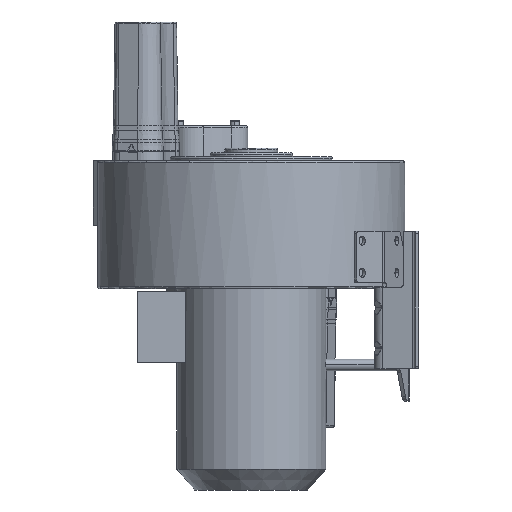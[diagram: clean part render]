
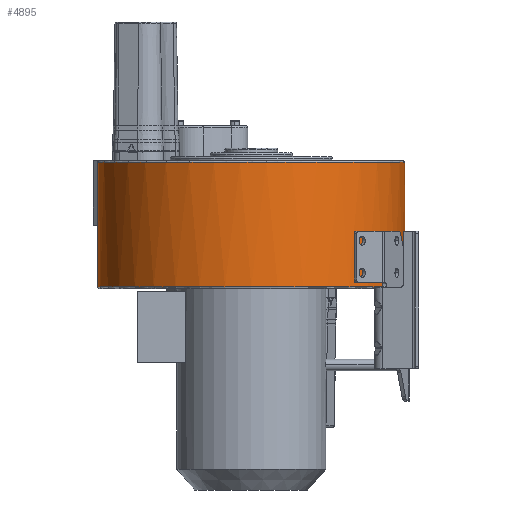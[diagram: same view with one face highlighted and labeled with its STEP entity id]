
A CAD part, left-side view. The second image highlights one B-rep face of the part: STEP entity #4895.
In plain terms, the highlighted cylindrical face has radius 162 mm (diameter 324 mm), a partial arc.
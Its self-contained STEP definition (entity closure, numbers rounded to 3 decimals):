
#1624=CARTESIAN_POINT('',(0.,0.,-15.2));
#1625=DIRECTION('',(0.,0.,-1.));
#1626=DIRECTION('',(0.975,0.221,0.));
#1627=AXIS2_PLACEMENT_3D('',#1624,#1625,#1626);
#1629=CARTESIAN_POINT('',(35.863,157.98,-15.2));
#1698=CARTESIAN_POINT('',(157.98,35.863,-15.2));
#1700=DIRECTION('',(0.,0.,-1.));
#1701=VECTOR('',#1700,65.);
#1702=CARTESIAN_POINT('',(137.068,86.35,-81.2));
#1703=LINE('',#1702,#1701);
#1704=CARTESIAN_POINT('',(0.,0.,-81.2));
#1705=DIRECTION('',(0.,0.,-1.));
#1706=DIRECTION('',(0.395,0.919,0.));
#1707=AXIS2_PLACEMENT_3D('',#1704,#1705,#1706);
#1709=CARTESIAN_POINT('',(0.,0.,-81.2));
#1710=DIRECTION('',(0.,0.,-1.));
#1711=DIRECTION('',(0.221,0.975,0.));
#1712=AXIS2_PLACEMENT_3D('',#1709,#1710,#1711);
#1714=DIRECTION('',(0.,0.,-1.));
#1715=VECTOR('',#1714,66.);
#1716=CARTESIAN_POINT('',(35.863,157.98,-15.2));
#1717=LINE('',#1716,#1715);
#1718=DIRECTION('',(0.,0.,-1.));
#1719=VECTOR('',#1718,66.);
#1720=CARTESIAN_POINT('',(157.98,35.863,-15.2));
#1721=LINE('',#1720,#1719);
#1722=CARTESIAN_POINT('',(0.,0.,-81.2));
#1723=DIRECTION('',(0.,0.,-1.));
#1724=DIRECTION('',(0.975,0.221,0.));
#1725=AXIS2_PLACEMENT_3D('',#1722,#1723,#1724);
#1727=CARTESIAN_POINT('',(0.,0.,-81.2));
#1728=DIRECTION('',(0.,0.,-1.));
#1729=DIRECTION('',(0.929,-0.37,0.));
#1730=AXIS2_PLACEMENT_3D('',#1727,#1728,#1729);
#1732=DIRECTION('',(0.,0.,-1.));
#1733=VECTOR('',#1732,65.);
#1734=CARTESIAN_POINT('',(137.068,-86.35,-81.2));
#1735=LINE('',#1734,#1733);
#1736=CARTESIAN_POINT('',(0.,0.,-146.2));
#1737=DIRECTION('',(0.,0.,1.));
#1738=DIRECTION('',(0.846,0.533,0.));
#1739=AXIS2_PLACEMENT_3D('',#1736,#1737,#1738);
#1810=CARTESIAN_POINT('',(137.068,86.35,-146.2));
#2497=CARTESIAN_POINT('',(137.068,-86.35,-81.2));
#2498=CARTESIAN_POINT('',(137.068,-86.35,-146.2));
#2499=VERTEX_POINT('',#2497);
#2500=VERTEX_POINT('',#2498);
#2502=VERTEX_POINT('',#1698);
#2503=VERTEX_POINT('',#1629);
#2506=VERTEX_POINT('',#1810);
#2606=CARTESIAN_POINT('',(150.5,-59.948,-81.2));
#2607=VERTEX_POINT('',#2606);
#2608=CARTESIAN_POINT('',(157.98,35.863,-81.2));
#2609=VERTEX_POINT('',#2608);
#2612=CARTESIAN_POINT('',(64.03,148.809,-81.2));
#2613=CARTESIAN_POINT('',(137.068,86.35,-81.2));
#2614=VERTEX_POINT('',#2612);
#2615=VERTEX_POINT('',#2613);
#2616=CARTESIAN_POINT('',(35.863,157.98,-81.2));
#2617=VERTEX_POINT('',#2616);
#4869=CARTESIAN_POINT('',(0.,0.,18.01));
#4870=DIRECTION('',(0.,0.,-1.));
#4871=DIRECTION('',(0.,-1.,0.));
#4872=AXIS2_PLACEMENT_3D('',#4869,#4870,#4871);
#4873=CYLINDRICAL_SURFACE('',#4872,162.);
#4875=ORIENTED_EDGE('',*,*,#4874,.F.);
#4877=ORIENTED_EDGE('',*,*,#4876,.F.);
#4879=ORIENTED_EDGE('',*,*,#4878,.F.);
#4881=ORIENTED_EDGE('',*,*,#4880,.F.);
#4883=ORIENTED_EDGE('',*,*,#4882,.F.);
#4884=ORIENTED_EDGE('',*,*,#4859,.F.);
#4886=ORIENTED_EDGE('',*,*,#4885,.T.);
#4888=ORIENTED_EDGE('',*,*,#4887,.T.);
#4890=ORIENTED_EDGE('',*,*,#4889,.T.);
#4892=ORIENTED_EDGE('',*,*,#4891,.T.);
#4893=EDGE_LOOP('',(#4875,#4877,#4879,#4881,#4883,#4884,#4886,#4888,#4890,
#4892));
#4894=FACE_OUTER_BOUND('',#4893,.F.);
#4895=ADVANCED_FACE('',(#4894),#4873,.T.);
#1628=CIRCLE('',#1627,162.);
#1708=CIRCLE('',#1707,162.);
#1713=CIRCLE('',#1712,162.);
#1726=CIRCLE('',#1725,162.);
#1731=CIRCLE('',#1730,162.);
#1740=CIRCLE('',#1739,162.);
#4859=EDGE_CURVE('',#2502,#2503,#1628,.T.);
#4874=EDGE_CURVE('',#2506,#2500,#1740,.T.);
#4876=EDGE_CURVE('',#2615,#2506,#1703,.T.);
#4878=EDGE_CURVE('',#2614,#2615,#1708,.T.);
#4880=EDGE_CURVE('',#2617,#2614,#1713,.T.);
#4882=EDGE_CURVE('',#2503,#2617,#1717,.T.);
#4885=EDGE_CURVE('',#2502,#2609,#1721,.T.);
#4887=EDGE_CURVE('',#2609,#2607,#1726,.T.);
#4889=EDGE_CURVE('',#2607,#2499,#1731,.T.);
#4891=EDGE_CURVE('',#2499,#2500,#1735,.T.);
